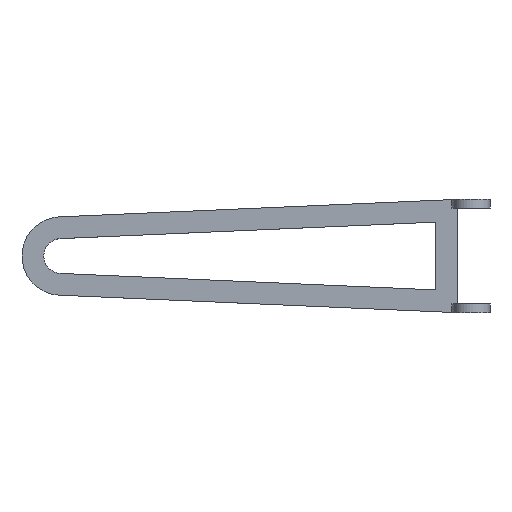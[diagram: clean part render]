
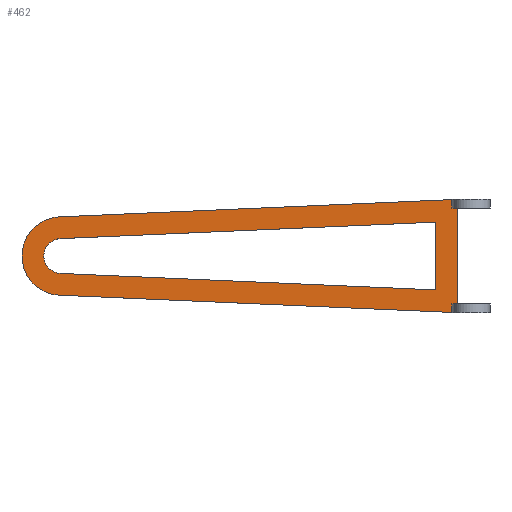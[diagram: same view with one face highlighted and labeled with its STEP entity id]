
A CAD part, top view. The second image highlights one B-rep face of the part: STEP entity #462.
In plain terms, the highlighted planar face has unit normal (0, 0, 1).
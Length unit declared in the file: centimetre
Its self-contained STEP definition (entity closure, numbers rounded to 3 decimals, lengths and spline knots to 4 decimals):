
#18=FACE_BOUND('',#73,.T.);
#29=PLANE('',#490);
#48=FACE_OUTER_BOUND('',#72,.T.);
#72=EDGE_LOOP('',(#340,#341,#342,#343,#344,#345,#346,#347));
#73=EDGE_LOOP('',(#348,#349,#350,#351));
#102=LINE('',#658,#154);
#105=LINE('',#664,#157);
#108=LINE('',#669,#160);
#110=LINE('',#674,#162);
#111=LINE('',#676,#163);
#112=LINE('',#678,#164);
#113=LINE('',#680,#165);
#114=LINE('',#682,#166);
#115=LINE('',#684,#167);
#116=LINE('',#687,#168);
#154=VECTOR('',#532,8.6258);
#157=VECTOR('',#537,1.5552);
#160=VECTOR('',#542,8.6258);
#162=VECTOR('',#546,0.1944);
#163=VECTOR('',#547,0.1282);
#164=VECTOR('',#548,2.2);
#165=VECTOR('',#549,0.1282);
#166=VECTOR('',#550,0.1944);
#167=VECTOR('',#551,9.0199);
#168=VECTOR('',#554,9.0199);
#204=CIRCLE('',#485,0.4);
#206=CIRCLE('',#491,0.9);
#216=VERTEX_POINT('',#648);
#217=VERTEX_POINT('',#649);
#220=VERTEX_POINT('',#657);
#222=VERTEX_POINT('',#663);
#224=VERTEX_POINT('',#672);
#225=VERTEX_POINT('',#673);
#226=VERTEX_POINT('',#675);
#227=VERTEX_POINT('',#677);
#228=VERTEX_POINT('',#679);
#229=VERTEX_POINT('',#681);
#230=VERTEX_POINT('',#683);
#231=VERTEX_POINT('',#685);
#260=EDGE_CURVE('',#216,#217,#204,.T.);
#264=EDGE_CURVE('',#217,#220,#102,.T.);
#267=EDGE_CURVE('',#220,#222,#105,.T.);
#270=EDGE_CURVE('',#222,#216,#108,.T.);
#272=EDGE_CURVE('',#224,#225,#110,.T.);
#273=EDGE_CURVE('',#226,#224,#111,.T.);
#274=EDGE_CURVE('',#226,#227,#112,.T.);
#275=EDGE_CURVE('',#228,#227,#113,.T.);
#276=EDGE_CURVE('',#229,#228,#114,.T.);
#277=EDGE_CURVE('',#229,#230,#115,.T.);
#278=EDGE_CURVE('',#230,#231,#206,.T.);
#279=EDGE_CURVE('',#225,#231,#116,.T.);
#340=ORIENTED_EDGE('',*,*,#272,.F.);
#341=ORIENTED_EDGE('',*,*,#273,.F.);
#342=ORIENTED_EDGE('',*,*,#274,.T.);
#343=ORIENTED_EDGE('',*,*,#275,.F.);
#344=ORIENTED_EDGE('',*,*,#276,.F.);
#345=ORIENTED_EDGE('',*,*,#277,.T.);
#346=ORIENTED_EDGE('',*,*,#278,.T.);
#347=ORIENTED_EDGE('',*,*,#279,.F.);
#348=ORIENTED_EDGE('',*,*,#267,.T.);
#349=ORIENTED_EDGE('',*,*,#270,.T.);
#350=ORIENTED_EDGE('',*,*,#260,.T.);
#351=ORIENTED_EDGE('',*,*,#264,.T.);
#462=ADVANCED_FACE('',(#48,#18),#29,.T.);
#485=AXIS2_PLACEMENT_3D('',#650,#524,#525);
#490=AXIS2_PLACEMENT_3D('',#671,#544,#545);
#491=AXIS2_PLACEMENT_3D('',#686,#552,#553);
#524=DIRECTION('center_axis',(0.,0.,-1.));
#525=DIRECTION('ref_axis',(-0.044,-0.999,0.));
#532=DIRECTION('',(0.999,0.044,0.));
#537=DIRECTION('',(0.,-1.,0.));
#542=DIRECTION('',(-0.999,0.044,0.));
#544=DIRECTION('center_axis',(0.,0.,1.));
#545=DIRECTION('ref_axis',(1.,0.,0.));
#546=DIRECTION('',(0.,-1.,0.));
#547=DIRECTION('',(-1.,0.,0.));
#548=DIRECTION('',(0.,1.,0.));
#549=DIRECTION('',(1.,0.,0.));
#550=DIRECTION('',(0.,-1.,0.));
#551=DIRECTION('',(-0.999,-0.044,0.));
#552=DIRECTION('center_axis',(0.,0.,1.));
#553=DIRECTION('ref_axis',(-0.044,0.999,0.));
#554=DIRECTION('',(-0.999,0.044,0.));
#648=CARTESIAN_POINT('',(-10.0975,0.7304,13.2));
#649=CARTESIAN_POINT('',(-10.0975,1.5296,13.2));
#650=CARTESIAN_POINT('Origin',(-10.08,1.13,13.2));
#657=CARTESIAN_POINT('',(-1.48,1.9076,13.2));
#658=CARTESIAN_POINT('',(-3.7427,1.8083,13.2));
#663=CARTESIAN_POINT('',(-1.48,0.3524,13.2));
#664=CARTESIAN_POINT('',(-1.48,0.7412,13.2));
#669=CARTESIAN_POINT('',(-8.0515,0.6406,13.2));
#671=CARTESIAN_POINT('Origin',(-5.98,1.13,13.2));
#672=CARTESIAN_POINT('',(-1.1082,0.03,13.2));
#673=CARTESIAN_POINT('',(-1.1082,-0.1644,13.2));
#674=CARTESIAN_POINT('',(-1.1082,0.48,13.2));
#675=CARTESIAN_POINT('',(-0.98,0.03,13.2));
#676=CARTESIAN_POINT('',(-3.3375,0.03,13.2));
#677=CARTESIAN_POINT('',(-0.98,2.23,13.2));
#678=CARTESIAN_POINT('',(-0.98,-0.17,13.2));
#679=CARTESIAN_POINT('',(-1.1082,2.23,13.2));
#680=CARTESIAN_POINT('',(-3.3375,2.23,13.2));
#681=CARTESIAN_POINT('',(-1.1082,2.4244,13.2));
#682=CARTESIAN_POINT('',(-1.1082,1.68,13.2));
#683=CARTESIAN_POINT('',(-10.1194,2.0291,13.2));
#684=CARTESIAN_POINT('',(-0.98,2.43,13.2));
#685=CARTESIAN_POINT('',(-10.1194,0.2309,13.2));
#686=CARTESIAN_POINT('Origin',(-10.08,1.13,13.2));
#687=CARTESIAN_POINT('',(-0.98,-0.17,13.2));
